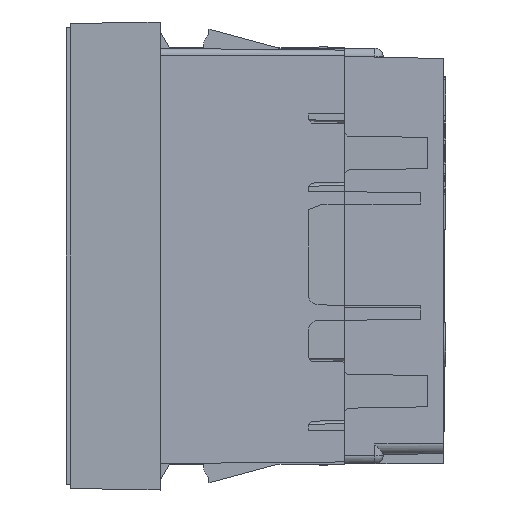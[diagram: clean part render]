
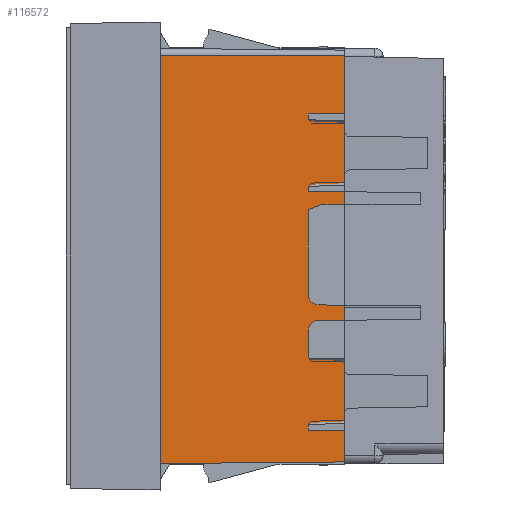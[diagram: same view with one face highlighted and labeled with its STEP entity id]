
A CAD part, left-side view. The second image highlights one B-rep face of the part: STEP entity #116572.
In plain terms, the highlighted face is planar.
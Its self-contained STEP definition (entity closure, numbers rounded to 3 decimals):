
#106780=DIRECTION('',(0.,1.,0.));
#106781=VECTOR('',#106780,39.255);
#106782=CARTESIAN_POINT('',(42.455,-19.3,9.));
#106783=LINE('',#106782,#106781);
#106797=DIRECTION('',(0.,1.,0.));
#106798=VECTOR('',#106797,39.1);
#106799=CARTESIAN_POINT('',(42.3,-19.3,26.75));
#106800=LINE('',#106799,#106798);
#106801=DIRECTION('',(0.009,0.009,-1.));
#106802=VECTOR('',#106801,17.751);
#106803=CARTESIAN_POINT('',(42.3,19.8,26.75));
#106804=LINE('',#106803,#106802);
#106809=DIRECTION('',(-0.009,0.,1.));
#106810=VECTOR('',#106809,17.751);
#106811=CARTESIAN_POINT('',(42.455,-19.3,9.));
#106812=LINE('',#106811,#106810);
#110287=CARTESIAN_POINT('',(42.3,-19.3,26.75));
#110289=VERTEX_POINT('',#110287);
#110803=CARTESIAN_POINT('',(42.455,-19.3,9.));
#110804=VERTEX_POINT('',#110803);
#110813=CARTESIAN_POINT('',(42.3,19.8,26.75));
#110814=CARTESIAN_POINT('',(42.455,19.955,9.));
#110815=VERTEX_POINT('',#110813);
#110816=VERTEX_POINT('',#110814);
#116559=CARTESIAN_POINT('',(42.3,19.8,26.75));
#116560=DIRECTION('',(1.,0.,0.009));
#116561=DIRECTION('',(0.009,0.,-1.));
#116562=AXIS2_PLACEMENT_3D('',#116559,#116560,#116561);
#116563=PLANE('',#116562);
#116564=ORIENTED_EDGE('',*,*,#116542,.F.);
#116566=ORIENTED_EDGE('',*,*,#116565,.T.);
#116567=ORIENTED_EDGE('',*,*,#111842,.T.);
#116569=ORIENTED_EDGE('',*,*,#116568,.T.);
#116570=EDGE_LOOP('',(#116564,#116566,#116567,#116569));
#116571=FACE_OUTER_BOUND('',#116570,.F.);
#116572=ADVANCED_FACE('',(#116571),#116563,.T.);
#111842=EDGE_CURVE('',#110289,#110815,#106800,.T.);
#116542=EDGE_CURVE('',#110804,#110816,#106783,.T.);
#116565=EDGE_CURVE('',#110804,#110289,#106812,.T.);
#116568=EDGE_CURVE('',#110815,#110816,#106804,.T.);
